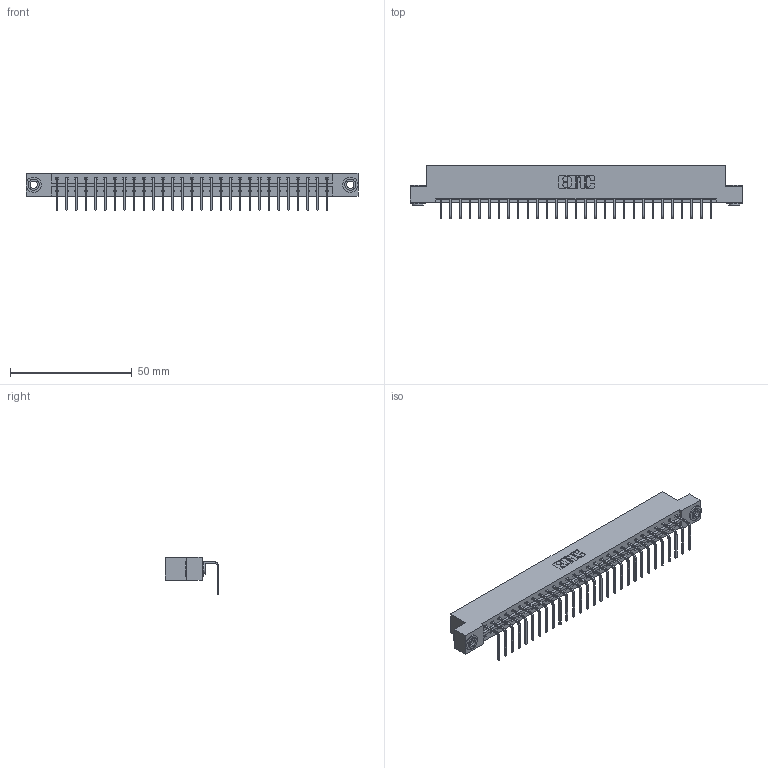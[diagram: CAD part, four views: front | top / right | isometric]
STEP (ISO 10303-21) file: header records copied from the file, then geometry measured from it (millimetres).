
FILE_DESCRIPTION (( 'STEP AP203' ), '1' );
FILE_NAME ('333-029-558-103.STEP', '2018-08-02T16:47:40', ( '' ), ( '' ), 'SwSTEP 2.0', 'SolidWorks 2016', '' );
FILE_SCHEMA (( 'CONFIG_CONTROL_DESIGN' ));
Length unit declared in the file: inch
Products named in the file (4): 333 Part_Flush - .156 Dia - TH; 345-292-001_558 Tail - 2; 345-250-002_345-250-002-102; 333-029-558-103
Assembly tree (32 placements, depth 2):
  333-029-558-103
    333 Part_Flush - .156 Dia - TH
    345-292-001_558 Tail - 2  x29
    345-250-002_345-250-002-102  x2
Bounding box: 136.45 x 22.17 x 15.37 mm (x, y, z)
Volume: 13734.8 mm3; surface area: 15595.8 mm2
Topology: 32 solids, 32 shells, 1892 faces, 5665 edges, 3734 vertices
Faces by surface type: plane 1356, cylinder 528, cone 8
Entity records: 20144 total; most frequent: CARTESIAN_POINT 3456, ORIENTED_EDGE 3414, DIRECTION 2975, EDGE_CURVE 1707, LINE 1555, VECTOR 1555, VERTEX_POINT 1134, AXIS2_PLACEMENT_3D 710
